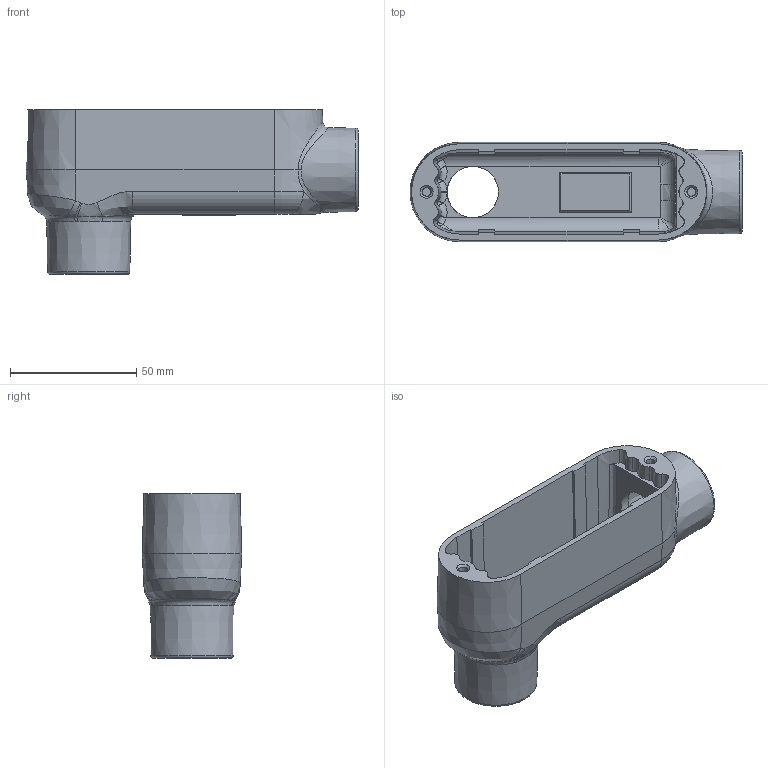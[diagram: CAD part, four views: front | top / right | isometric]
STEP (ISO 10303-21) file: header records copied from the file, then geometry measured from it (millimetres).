
FILE_DESCRIPTION(/* description */ (''),/* implementation_level */ '2;1');
FILE_NAME(/* name */ 'KIL_OLB-2.stp',/* time_stamp */ '2019-12-20T11:44:47+05:00',/* author */ ('kr'),/* organization */ (''),/* preprocessor_version */ 'ST-DEVELOPER v16.13',/* originating_system */ 'Autodesk Inventor 2018',/* authorisation */ '');
FILE_SCHEMA (('AUTOMOTIVE_DESIGN { 1 0 10303 214 3 1 1 }'));
Length unit declared in the file: inch
Products named in the file (1): 13770-1
Bounding box: 131.38 x 39.35 x 65.12 mm (x, y, z)
Volume: 64199.7 mm3; surface area: 35000.7 mm2
Topology: 1 solids, 1 shells, 374 faces, 987 edges, 632 vertices
Faces by surface type: plane 171, bspline 146, cone 33, cylinder 12, torus 12
Full cylindrical faces by diameter (mm): 20.32 x2
Entity records: 19048 total; most frequent: CARTESIAN_POINT 10848, ORIENTED_EDGE 1910, DIRECTION 1249, EDGE_CURVE 955, VERTEX_POINT 626, LINE 537, VECTOR 537, EDGE_LOOP 421
